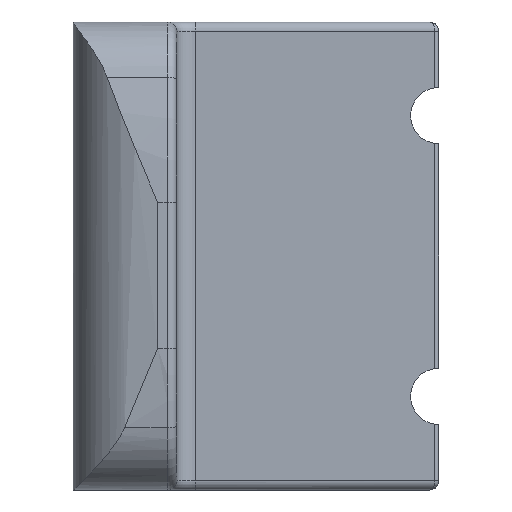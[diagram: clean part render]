
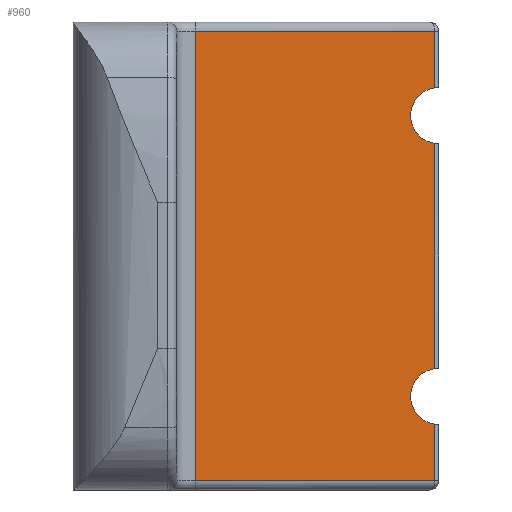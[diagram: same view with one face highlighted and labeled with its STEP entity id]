
A CAD part, front view. The second image highlights one B-rep face of the part: STEP entity #960.
In plain terms, the highlighted planar face has unit normal (0, -1, 0).
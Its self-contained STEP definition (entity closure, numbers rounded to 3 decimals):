
#41=PLANE('',#1090);
#57=LINE('',#1571,#126);
#66=LINE('',#1631,#135);
#104=LINE('',#1908,#173);
#105=LINE('',#1909,#174);
#106=LINE('',#1910,#175);
#107=LINE('',#1911,#176);
#126=VECTOR('',#1172,10.);
#135=VECTOR('',#1245,10.);
#173=VECTOR('',#1351,10.);
#174=VECTOR('',#1352,10.);
#175=VECTOR('',#1353,10.);
#176=VECTOR('',#1354,10.);
#256=FACE_OUTER_BOUND('',#314,.T.);
#314=EDGE_LOOP('',(#832,#833,#834,#835,#836,#837,#838,#839));
#393=CIRCLE('',#1087,1.5);
#394=CIRCLE('',#1089,1.5);
#411=VERTEX_POINT('',#1498);
#412=VERTEX_POINT('',#1526);
#418=VERTEX_POINT('',#1570);
#436=VERTEX_POINT('',#1624);
#472=VERTEX_POINT('',#1809);
#476=VERTEX_POINT('',#1845);
#478=VERTEX_POINT('',#1859);
#482=VERTEX_POINT('',#1895);
#513=EDGE_CURVE('',#412,#418,#57,.T.);
#544=EDGE_CURVE('',#436,#411,#66,.T.);
#604=EDGE_CURVE('',#472,#476,#393,.T.);
#611=EDGE_CURVE('',#478,#482,#394,.T.);
#612=EDGE_CURVE('',#412,#478,#104,.T.);
#613=EDGE_CURVE('',#482,#472,#105,.T.);
#614=EDGE_CURVE('',#476,#411,#106,.T.);
#615=EDGE_CURVE('',#418,#436,#107,.T.);
#832=ORIENTED_EDGE('',*,*,#513,.F.);
#833=ORIENTED_EDGE('',*,*,#612,.T.);
#834=ORIENTED_EDGE('',*,*,#611,.T.);
#835=ORIENTED_EDGE('',*,*,#613,.T.);
#836=ORIENTED_EDGE('',*,*,#604,.T.);
#837=ORIENTED_EDGE('',*,*,#614,.T.);
#838=ORIENTED_EDGE('',*,*,#544,.F.);
#839=ORIENTED_EDGE('',*,*,#615,.F.);
#960=ADVANCED_FACE('',(#256),#41,.T.);
#1087=AXIS2_PLACEMENT_3D('',#1856,#1341,#1342);
#1089=AXIS2_PLACEMENT_3D('',#1906,#1347,#1348);
#1090=AXIS2_PLACEMENT_3D('',#1907,#1349,#1350);
#1172=DIRECTION('',(-1.,0.,0.));
#1245=DIRECTION('',(1.,0.,0.));
#1341=DIRECTION('center_axis',(0.,1.,0.));
#1342=DIRECTION('ref_axis',(0.,0.,-1.));
#1347=DIRECTION('center_axis',(0.,1.,0.));
#1348=DIRECTION('ref_axis',(0.,0.,
-1.));
#1349=DIRECTION('center_axis',(0.,-1.,0.));
#1350=DIRECTION('ref_axis',(1.,0.,0.));
#1351=DIRECTION('',(0.,0.,1.));
#1352=DIRECTION('',(0.,0.,1.));
#1353=DIRECTION('',(0.,0.,1.));
#1354=DIRECTION('',(0.,0.,1.));
#1498=CARTESIAN_POINT('',(6.4,-4.6,12.));
#1526=CARTESIAN_POINT('',(6.4,-4.6,-12.));
#1570=CARTESIAN_POINT('',(-6.4,-4.6,-12.));
#1571=CARTESIAN_POINT('',(-4.92,-4.6,-12.));
#1624=CARTESIAN_POINT('',(-6.4,-4.6,12.));
#1631=CARTESIAN_POINT('',(-4.92,-4.6,12.));
#1809=CARTESIAN_POINT('',(6.4,-4.6,6.013));
#1845=CARTESIAN_POINT('',(6.4,-4.6,8.987));
#1856=CARTESIAN_POINT('Origin',(6.6,-4.6,7.5));
#1859=CARTESIAN_POINT('',(6.4,-4.6,-8.987));
#1895=CARTESIAN_POINT('',(6.4,-4.6,-6.013));
#1906=CARTESIAN_POINT('Origin',(6.6,-4.6,-7.5));
#1907=CARTESIAN_POINT('Origin',(-6.4,-4.6,0.));
#1908=CARTESIAN_POINT('',(6.4,-4.6,0.));
#1909=CARTESIAN_POINT('',(6.4,-4.6,0.));
#1910=CARTESIAN_POINT('',(6.4,-4.6,0.));
#1911=CARTESIAN_POINT('',(-6.4,-4.6,0.));
